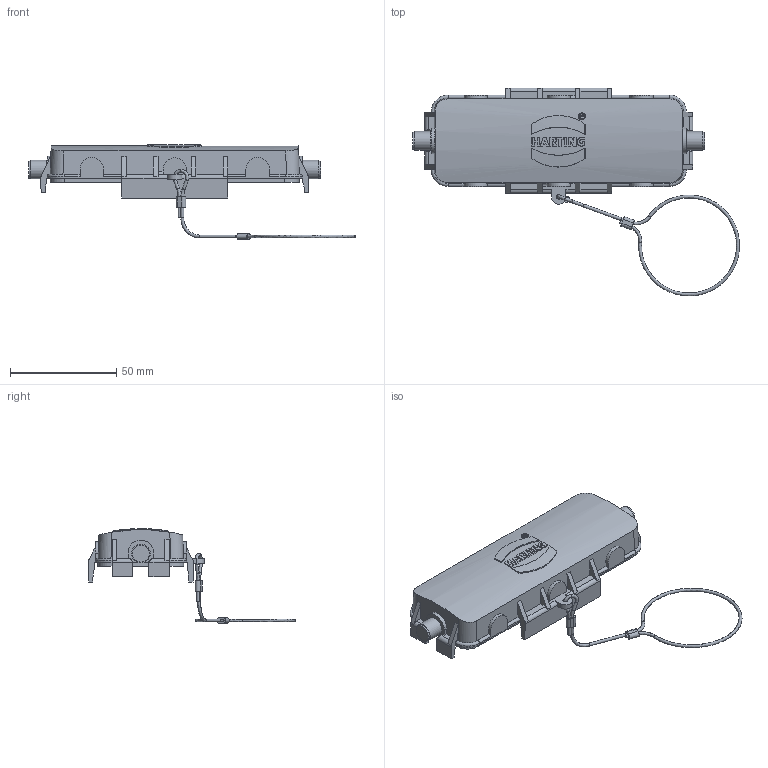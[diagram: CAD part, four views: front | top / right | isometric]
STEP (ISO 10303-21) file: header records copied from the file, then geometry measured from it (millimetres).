
FILE_DESCRIPTION(/* description */ (''),/* implementation_level */ '2;1');
FILE_NAME(/* name */ '100663390ugm000_b.stp',/* time_stamp */ '2019-10-28T13:50:58+01:00',/* author */ (''),/* organization */ (''),/* preprocessor_version */ 'ST-DEVELOPER v16.7',/* originating_system */ 'SIEMENS PLM Software NX 12.0',/* authorisation */ '');
FILE_SCHEMA (('AUTOMOTIVE_DESIGN { 1 0 10303 214 3 1 1 1 }'));
Length unit declared in the file: millimetre
Products named in the file (1): 100663390ugm000_b
Bounding box: 153.67 x 97.67 x 44.55 mm (x, y, z)
Volume: 26482.2 mm3; surface area: 24370.2 mm2
Topology: 2 solids, 2 shells, 330 faces, 882 edges, 584 vertices
Faces by surface type: plane 176, bspline 68, cylinder 68, extrusion 10, cone 4, torus 4
Full cylindrical faces by diameter (mm): 2.1 x1, 5 x2, 8 x2, 8.8 x2
Entity records: 13738 total; most frequent: CARTESIAN_POINT 5265, ORIENTED_EDGE 1700, DIRECTION 1272, EDGE_CURVE 850, VERTEX_POINT 576, VECTOR 490, LINE 480, AXIS2_PLACEMENT_3D 391
